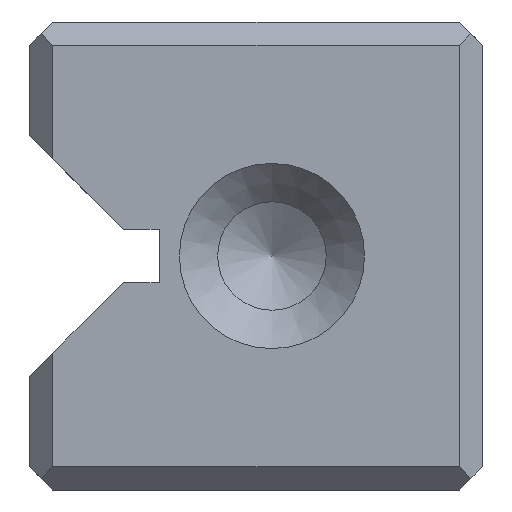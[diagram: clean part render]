
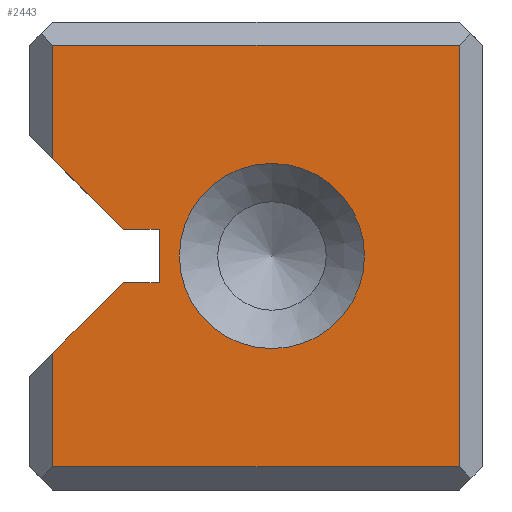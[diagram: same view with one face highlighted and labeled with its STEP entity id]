
A CAD part, left-side view. The second image highlights one B-rep face of the part: STEP entity #2443.
In plain terms, the highlighted planar face has unit normal (-1, 0, 0).
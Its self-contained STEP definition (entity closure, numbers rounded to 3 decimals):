
#2443=ADVANCED_FACE('',(#3110,#3111),#2799,.T.);
#2799=PLANE('',#8448);
#3035=CIRCLE('',#8447,4.35);
#3110=FACE_BOUND('',#3254,.T.);
#3111=FACE_BOUND('',#3255,.T.);
#3254=EDGE_LOOP('',(#4088));
#3255=EDGE_LOOP('',(#4089,#4090,#4091,#4092,#4093,#4094,#4095,#4096,#4097,
#4098));
#4088=ORIENTED_EDGE('',*,*,#6474,.T.);
#4089=ORIENTED_EDGE('',*,*,#6475,.T.);
#4090=ORIENTED_EDGE('',*,*,#6476,.T.);
#4091=ORIENTED_EDGE('',*,*,#6477,.T.);
#4092=ORIENTED_EDGE('',*,*,#6478,.T.);
#4093=ORIENTED_EDGE('',*,*,#6479,.F.);
#4094=ORIENTED_EDGE('',*,*,#6480,.F.);
#4095=ORIENTED_EDGE('',*,*,#6481,.F.);
#4096=ORIENTED_EDGE('',*,*,#6482,.F.);
#4097=ORIENTED_EDGE('',*,*,#6483,.T.);
#4098=ORIENTED_EDGE('',*,*,#6484,.T.);
#5864=VERTEX_POINT('',#10774);
#5865=VERTEX_POINT('',#10776);
#5866=VERTEX_POINT('',#10777);
#5867=VERTEX_POINT('',#10779);
#5868=VERTEX_POINT('',#10781);
#5869=VERTEX_POINT('',#10783);
#5870=VERTEX_POINT('',#10785);
#5871=VERTEX_POINT('',#10787);
#5872=VERTEX_POINT('',#10789);
#5873=VERTEX_POINT('',#10791);
#5874=VERTEX_POINT('',#10793);
#6474=EDGE_CURVE('',#5864,#5864,#3035,.T.);
#6475=EDGE_CURVE('',#5865,#5866,#7279,.T.);
#6476=EDGE_CURVE('',#5866,#5867,#7280,.T.);
#6477=EDGE_CURVE('',#5867,#5868,#7281,.T.);
#6478=EDGE_CURVE('',#5868,#5869,#7282,.T.);
#6479=EDGE_CURVE('',#5870,#5869,#7283,.T.);
#6480=EDGE_CURVE('',#5871,#5870,#7284,.T.);
#6481=EDGE_CURVE('',#5872,#5871,#7285,.T.);
#6482=EDGE_CURVE('',#5873,#5872,#7286,.T.);
#6483=EDGE_CURVE('',#5873,#5874,#7287,.T.);
#6484=EDGE_CURVE('',#5874,#5865,#7288,.T.);
#7279=LINE('',#10775,#7939);
#7280=LINE('',#10778,#7940);
#7281=LINE('',#10780,#7941);
#7282=LINE('',#10782,#7942);
#7283=LINE('',#10784,#7943);
#7284=LINE('',#10786,#7944);
#7285=LINE('',#10788,#7945);
#7286=LINE('',#10790,#7946);
#7287=LINE('',#10792,#7947);
#7288=LINE('',#10794,#7948);
#7939=VECTOR('',#8938,1.);
#7940=VECTOR('',#8939,1.);
#7941=VECTOR('',#8940,1.);
#7942=VECTOR('',#8941,1.);
#7943=VECTOR('',#8942,1.);
#7944=VECTOR('',#8943,1.);
#7945=VECTOR('',#8944,1.);
#7946=VECTOR('',#8945,1.);
#7947=VECTOR('',#8946,1.);
#7948=VECTOR('',#8947,1.);
#8447=AXIS2_PLACEMENT_3D('',#10773,#8936,#8937);
#8448=AXIS2_PLACEMENT_3D('',#10795,#8948,#8949);
#8936=DIRECTION('',(1.,0.,0.));
#8937=DIRECTION('',(0.,0.,-1.));
#8938=DIRECTION('',(0.,-1.,0.));
#8939=DIRECTION('',(0.,0.,1.));
#8940=DIRECTION('',(0.,1.,0.));
#8941=DIRECTION('',(0.,0.,-1.));
#8942=DIRECTION('',(0.,0.707,0.707));
#8943=DIRECTION('',(0.,1.,0.));
#8944=DIRECTION('',(0.,0.,1.));
#8945=DIRECTION('',(0.,-1.,0.));
#8946=DIRECTION('',(0.,0.707,-0.707));
#8947=DIRECTION('',(0.,0.,-1.));
#8948=DIRECTION('',(-1.,0.,0.));
#8949=DIRECTION('',(0.,0.,-1.));
#10773=CARTESIAN_POINT('',(0.,9.9,11.));
#10774=CARTESIAN_POINT('',(0.,9.9,6.65));
#10775=CARTESIAN_POINT('',(0.,10.65,1.1));
#10776=CARTESIAN_POINT('',(0.,20.2,1.1));
#10777=CARTESIAN_POINT('',(0.,1.1,1.1));
#10778=CARTESIAN_POINT('',(0.,1.1,0.));
#10779=CARTESIAN_POINT('',(0.,1.1,20.9));
#10780=CARTESIAN_POINT('',(0.,10.65,20.9));
#10781=CARTESIAN_POINT('',(0.,20.2,20.9));
#10782=CARTESIAN_POINT('',(0.,20.2,0.));
#10783=CARTESIAN_POINT('',(0.,20.2,15.564));
#10784=CARTESIAN_POINT('',(0.,7.643,3.007));
#10785=CARTESIAN_POINT('',(0.,16.886,12.25));
#10786=CARTESIAN_POINT('',(0.,10.65,12.25));
#10787=CARTESIAN_POINT('',(0.,15.2,12.25));
#10788=CARTESIAN_POINT('',(0.,15.2,0.));
#10789=CARTESIAN_POINT('',(0.,15.2,9.75));
#10790=CARTESIAN_POINT('',(0.,10.65,9.75));
#10791=CARTESIAN_POINT('',(0.,16.886,9.75));
#10792=CARTESIAN_POINT('',(0.,18.643,7.993));
#10793=CARTESIAN_POINT('',(0.,20.2,6.436));
#10794=CARTESIAN_POINT('',(0.,20.2,0.));
#10795=CARTESIAN_POINT('',(0.,10.65,0.));
